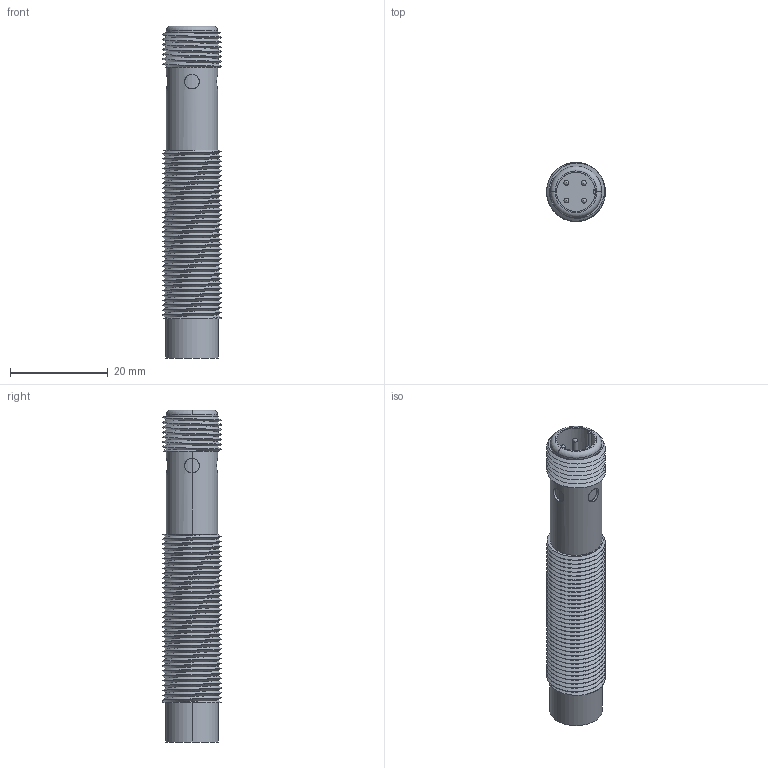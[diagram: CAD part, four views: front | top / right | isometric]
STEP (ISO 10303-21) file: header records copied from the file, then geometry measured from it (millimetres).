
FILE_DESCRIPTION (( 'STEP AP203' ), '1' );
FILE_NAME ('蚾饜极-I1SN-M1204N-OEU4.STEP', '2020-02-17T05:22:22', ( '' ), ( '' ), 'SwSTEP 2.0', 'SolidWorks 2017', '' );
FILE_SCHEMA (( 'CONFIG_CONTROL_DESIGN' ));
Length unit declared in the file: millimetre
Products named in the file (10): 錨璃-繞堤覜茼褲; 蚾饜极-I1SN-M1204N-OEU4; Áã¼þ-ledµÆ; 錨璃-諉芛揭蹟恇; 脣渀1; 蚾饜极M12-Plug; 零件-标准型露出管子; 脣渀1 - 萵掛 (3); plogｿﾇ2; 脣渀1 - 萵掛
Assembly tree (10 placements, depth 3):
  蚾饜极-I1SN-M1204N-OEU4
    錨璃-諉芛揭蹟恇
    錨璃-繞堤覜茼褲
    蚾饜极M12-Plug
      plogｿﾇ2
      脣渀1
      脣渀1 - 萵掛  x2
      脣渀1 - 萵掛 (3)
      Áã¼þ-ledµÆ
    零件-标准型露出管子
Bounding box: 12.04 x 12.04 x 68 mm (x, y, z)
Volume: 3189.6 mm3; surface area: 7348.8 mm2
Topology: 9 solids, 9 shells, 148 faces, 382 edges, 254 vertices
Faces by surface type: cylinder 111, plane 26, bspline 4, sphere 4, torus 3
Entity records: 11615 total; most frequent: CARTESIAN_POINT 7465, ORIENTED_EDGE 724, DIRECTION 575, EDGE_CURVE 362, VERTEX_POINT 240, AXIS2_PLACEMENT_3D 230, EDGE_LOOP 160, ADVANCED_FACE 143
